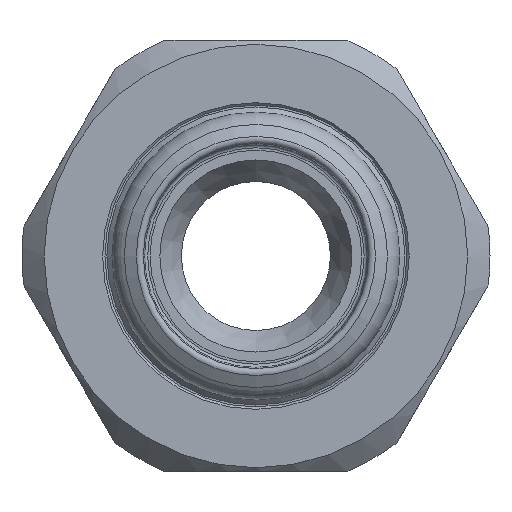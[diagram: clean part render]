
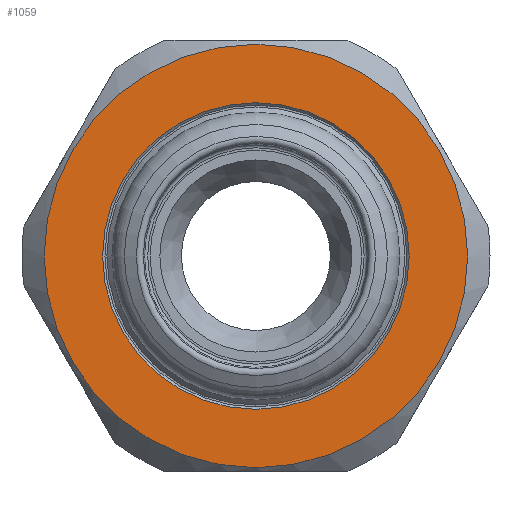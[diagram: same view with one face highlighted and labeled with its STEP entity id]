
A CAD part, left-side view. The second image highlights one B-rep face of the part: STEP entity #1059.
In plain terms, the highlighted planar face has unit normal (-1, 0, 0).
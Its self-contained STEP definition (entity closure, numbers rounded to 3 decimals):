
#38=FACE_BOUND('',#205,.T.);
#100=PLANE('',#1235);
#134=FACE_OUTER_BOUND('',#204,.T.);
#204=EDGE_LOOP('',(#809));
#205=EDGE_LOOP('',(#810));
#380=CIRCLE('',#1215,27.);
#390=CIRCLE('',#1234,19.55);
#481=VERTEX_POINT('',#1839);
#490=VERTEX_POINT('',#1874);
#593=EDGE_CURVE('',#481,#481,#380,.T.);
#607=EDGE_CURVE('',#490,#490,#390,.T.);
#809=ORIENTED_EDGE('',*,*,#593,.T.);
#810=ORIENTED_EDGE('',*,*,#607,.F.);
#1059=ADVANCED_FACE('',(#134,#38),#100,.T.);
#1215=AXIS2_PLACEMENT_3D('',#1841,#1422,#1423);
#1234=AXIS2_PLACEMENT_3D('',#1875,#1463,#1464);
#1235=AXIS2_PLACEMENT_3D('',#1877,#1466,#1467);
#1422=DIRECTION('center_axis',(-1.,0.,0.));
#1423=DIRECTION('ref_axis',(0.,1.,0.));
#1463=DIRECTION('center_axis',(-1.,0.,0.));
#1464=DIRECTION('ref_axis',(0.,0.,-1.));
#1466=DIRECTION('center_axis',(-1.,0.,0.));
#1467=DIRECTION('ref_axis',(0.,0.,1.));
#1839=CARTESIAN_POINT('',(-21.,-27.,0.));
#1841=CARTESIAN_POINT('Origin',(-21.,0.,0.));
#1874=CARTESIAN_POINT('',(-21.,0.,19.55));
#1875=CARTESIAN_POINT('Origin',(-21.,0.,0.));
#1877=CARTESIAN_POINT('Origin',(-21.,0.,0.));
